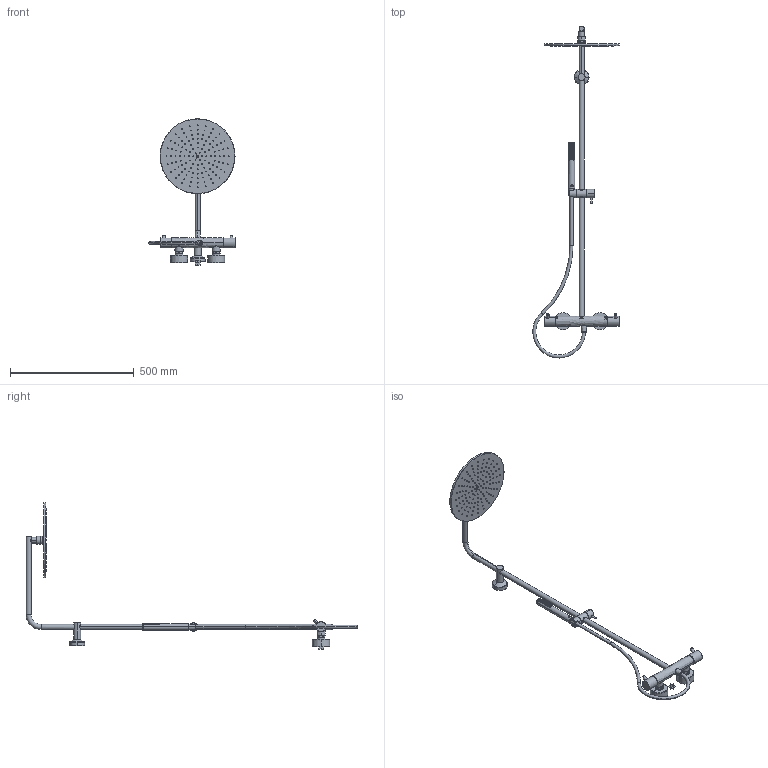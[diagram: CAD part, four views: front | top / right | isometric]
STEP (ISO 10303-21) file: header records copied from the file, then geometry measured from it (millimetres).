
FILE_DESCRIPTION((''),'2;1');
FILE_NAME('A7589AA_3DPL','2021-11-01T08:29:03',('KarakolevP'),('AMERICAN STANDARD B&K'),'CREO PARAMETRIC BY PTC INC, 2020281','CREO PARAMETRIC BY PTC INC, 2020281','');
FILE_SCHEMA(('AP242_MANAGED_MODEL_BASED_3D_ENGINEERING_MIM_LF { 1 0 10303 442 1 1 4 }'));
Products named in the file (1): A7589AA_3DPL
Bounding box: 348.68 x 1339.68 x 591.5 mm (x, y, z)
Volume: 2212742.9 mm3; surface area: 411359.2 mm2
Topology: 1 solids, 4 shells, 2242 faces, 4970 edges, 3196 vertices
Faces by surface type: plane 663, cylinder 613, cone 367, torus 304, bspline 145, extrusion 142, sphere 8
Entity records: 96370 total; most frequent: CARTESIAN_POINT 33090, DIRECTION 9973, ORIENTED_EDGE 9920, EDGE_CURVE 4966, AXIS2_PLACEMENT_3D 4062, VERTEX_POINT 3196, EDGE_LOOP 2711, FACE_OUTER_BOUND 2242
